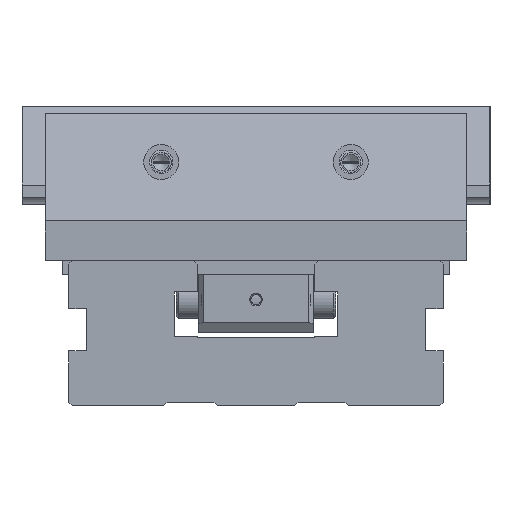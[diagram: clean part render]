
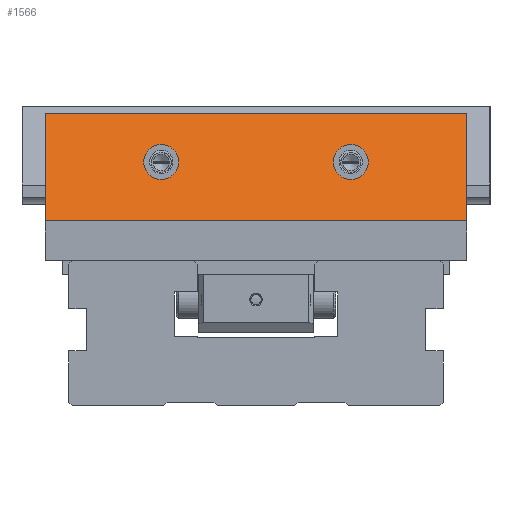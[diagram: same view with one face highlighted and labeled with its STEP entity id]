
A CAD part, left-side view. The second image highlights one B-rep face of the part: STEP entity #1566.
In plain terms, the highlighted planar face has unit normal (-0.924, 0, 0.383).
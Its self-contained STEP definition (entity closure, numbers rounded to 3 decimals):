
#210=ELLIPSE('',#10018,8.118,7.5);
#211=ELLIPSE('',#10033,8.118,7.5);
#728=FACE_BOUND('',#2991,.T.);
#729=FACE_BOUND('',#2992,.T.);
#730=FACE_BOUND('',#2993,.T.);
#1566=ADVANCED_FACE('',(#728,#729,#730),#2085,.F.);
#2085=PLANE('',#10035);
#2991=EDGE_LOOP('',(#4250,#4251,#4252,#4253));
#2992=EDGE_LOOP('',(#4254));
#2993=EDGE_LOOP('',(#4255));
#4250=ORIENTED_EDGE('',*,*,#7274,.T.);
#4251=ORIENTED_EDGE('',*,*,#7258,.T.);
#4252=ORIENTED_EDGE('',*,*,#7291,.T.);
#4253=ORIENTED_EDGE('',*,*,#7278,.T.);
#4254=ORIENTED_EDGE('',*,*,#7324,.F.);
#4255=ORIENTED_EDGE('',*,*,#7318,.F.);
#6293=VERTEX_POINT('',#14166);
#6294=VERTEX_POINT('',#14167);
#6307=VERTEX_POINT('',#14198);
#6310=VERTEX_POINT('',#14206);
#6337=VERTEX_POINT('',#14293);
#6344=VERTEX_POINT('',#14315);
#7258=EDGE_CURVE('',#6293,#6294,#8423,.T.);
#7274=EDGE_CURVE('',#6307,#6293,#8437,.T.);
#7278=EDGE_CURVE('',#6310,#6307,#8440,.T.);
#7291=EDGE_CURVE('',#6294,#6310,#8451,.T.);
#7318=EDGE_CURVE('',#6337,#6337,#210,.T.);
#7324=EDGE_CURVE('',#6344,#6344,#211,.T.);
#8423=LINE('',#14165,#9187);
#8437=LINE('',#14197,#9201);
#8440=LINE('',#14205,#9204);
#8451=LINE('',#14230,#9215);
#9187=VECTOR('',#11411,1.);
#9201=VECTOR('',#11433,1.);
#9204=VECTOR('',#11440,1.);
#9215=VECTOR('',#11459,1.);
#10018=AXIS2_PLACEMENT_3D('',#14292,#11533,#11534);
#10033=AXIS2_PLACEMENT_3D('',#14314,#11563,#11564);
#10035=AXIS2_PLACEMENT_3D('',#14317,#11567,#11568);
#11411=DIRECTION('',(0.,1.,0.));
#11433=DIRECTION('',(0.383,0.,0.924));
#11440=DIRECTION('',(0.,-1.,0.));
#11459=DIRECTION('',(-0.383,0.,-0.924));
#11533=DIRECTION('',(-0.924,0.,0.383));
#11534=DIRECTION('',(0.383,0.,0.924));
#11563=DIRECTION('',(-0.924,0.,0.383));
#11564=DIRECTION('',(0.383,0.,0.924));
#11567=DIRECTION('',(0.924,0.,-0.383));
#11568=DIRECTION('',(-0.383,0.,-0.924));
#14165=CARTESIAN_POINT('',(19.052,80.,125.));
#14166=CARTESIAN_POINT('',(19.052,-10.,125.));
#14167=CARTESIAN_POINT('',(19.052,170.,125.));
#14197=CARTESIAN_POINT('',(0.599,-10.,80.453));
#14198=CARTESIAN_POINT('',(0.01,-10.,79.03));
#14205=CARTESIAN_POINT('',(0.01,80.,79.03));
#14206=CARTESIAN_POINT('',(0.01,170.,79.03));
#14230=CARTESIAN_POINT('',(0.599,170.,80.453));
#14292=CARTESIAN_POINT('',(10.415,120.5,104.15));
#14293=CARTESIAN_POINT('',(13.522,120.5,111.65));
#14314=CARTESIAN_POINT('',(10.415,39.5,104.15));
#14315=CARTESIAN_POINT('',(13.522,39.5,111.65));
#14317=CARTESIAN_POINT('',(21.936,80.,131.963));
